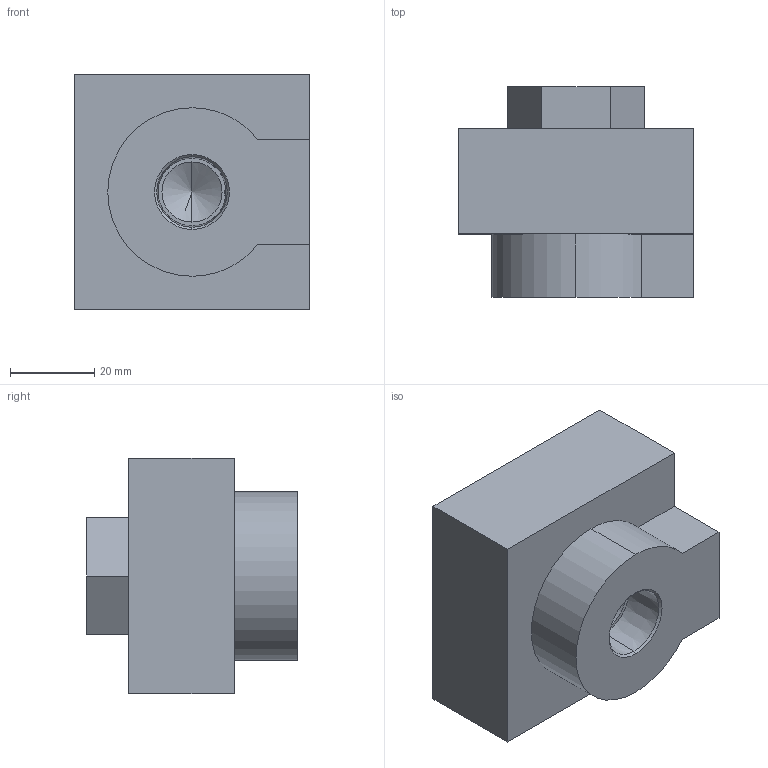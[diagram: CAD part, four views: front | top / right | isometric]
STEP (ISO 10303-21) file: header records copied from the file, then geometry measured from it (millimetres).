
FILE_DESCRIPTION (( 'STEP AP214' ), '1' );
FILE_NAME ('AQ3000-03.step.step', '2011-09-29T12:23:31', ( 'SysAdmin' ), ( 'SolidWorks' ), 'SwSTEP 2.0', 'SolidWorks 2011', '' );
FILE_SCHEMA (( 'AUTOMOTIVE_DESIGN' ));
Length unit declared in the file: millimetre
Products named in the file (2): AQ3000-03.step; AQ3000-03.step_AQ3050 lgBody_3000
Assembly tree (1 placements, depth 2):
  AQ3000-03.step
    AQ3000-03.step_AQ3050 lgBody_3000
Bounding box: 56 x 50 x 56 mm (x, y, z)
Volume: 96851.7 mm3; surface area: 17610.9 mm2
Topology: 1 solids, 1 shells, 46 faces, 111 edges, 68 vertices
Faces by surface type: plane 19, cone 16, cylinder 11
Entity records: 1426 total; most frequent: CARTESIAN_POINT 277, DIRECTION 240, ORIENTED_EDGE 214, EDGE_CURVE 107, AXIS2_PLACEMENT_3D 87, VERTEX_POINT 68, VECTOR 66, LINE 66
